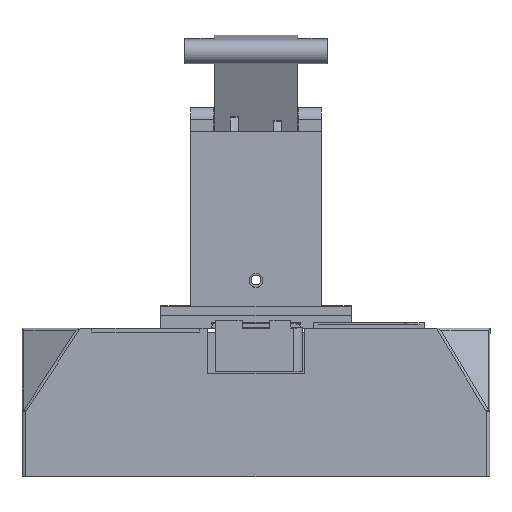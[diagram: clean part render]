
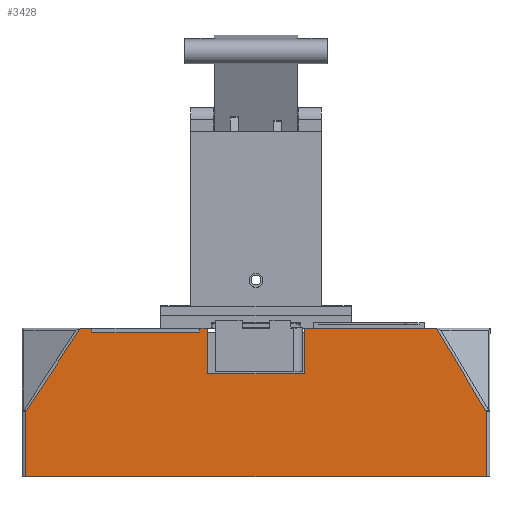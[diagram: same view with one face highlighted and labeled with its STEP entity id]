
A CAD part, front view. The second image highlights one B-rep face of the part: STEP entity #3428.
In plain terms, the highlighted planar face has unit normal (0, -1, 0).
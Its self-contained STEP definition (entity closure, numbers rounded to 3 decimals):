
#35=ELLIPSE('',#10285,1.722,1.);
#36=ELLIPSE('',#10286,1.628,1.);
#44=B_SPLINE_CURVE_WITH_KNOTS('',3,(#14795,#14796,#14797,#14798,#14799,
#14800,#14801,#14802),.UNSPECIFIED.,.F.,.F.,(4,2,2,4),(0.,0.074,
0.395,1.),.UNSPECIFIED.);
#45=B_SPLINE_CURVE_WITH_KNOTS('',3,(#14810,#14811,#14812,#14813,#14814,
#14815,#14816,#14817),.UNSPECIFIED.,.F.,.F.,(4,2,2,4),(0.,0.082,
0.412,1.),.UNSPECIFIED.);
#305=PLANE('',#10287);
#725=FACE_OUTER_BOUND('',#4265,.T.);
#1398=LINE('',#14398,#2497);
#1517=LINE('',#14769,#2616);
#1521=LINE('',#14778,#2620);
#1523=LINE('',#14782,#2622);
#1524=LINE('',#14783,#2623);
#1525=LINE('',#14785,#2624);
#1526=LINE('',#14787,#2625);
#1527=LINE('',#14789,#2626);
#1528=LINE('',#14791,#2627);
#1529=LINE('',#14804,#2628);
#1530=LINE('',#14806,#2629);
#1531=LINE('',#14808,#2630);
#2497=VECTOR('',#11645,1.);
#2616=VECTOR('',#11834,1.);
#2620=VECTOR('',#11840,1.);
#2622=VECTOR('',#11844,1.);
#2623=VECTOR('',#11845,1.);
#2624=VECTOR('',#11846,1.);
#2625=VECTOR('',#11847,1.);
#2626=VECTOR('',#11848,1.);
#2627=VECTOR('',#11849,1.);
#2628=VECTOR('',#11852,1.);
#2629=VECTOR('',#11853,1.);
#2630=VECTOR('',#11854,1.);
#3428=ADVANCED_FACE('',(#725),#305,.F.);
#4265=EDGE_LOOP('',(#5718,#5719,#5720,#5721,#5722,#5723,#5724,#5725,#5726,
#5727,#5728,#5729,#5730,#5731,#5732,#5733));
#5718=ORIENTED_EDGE('',*,*,#8811,.F.);
#5719=ORIENTED_EDGE('',*,*,#8967,.T.);
#5720=ORIENTED_EDGE('',*,*,#8973,.T.);
#5721=ORIENTED_EDGE('',*,*,#8971,.T.);
#5722=ORIENTED_EDGE('',*,*,#8974,.F.);
#5723=ORIENTED_EDGE('',*,*,#8975,.F.);
#5724=ORIENTED_EDGE('',*,*,#8976,.F.);
#5725=ORIENTED_EDGE('',*,*,#8977,.F.);
#5726=ORIENTED_EDGE('',*,*,#8978,.F.);
#5727=ORIENTED_EDGE('',*,*,#8979,.T.);
#5728=ORIENTED_EDGE('',*,*,#8980,.T.);
#5729=ORIENTED_EDGE('',*,*,#8981,.T.);
#5730=ORIENTED_EDGE('',*,*,#8982,.F.);
#5731=ORIENTED_EDGE('',*,*,#8983,.T.);
#5732=ORIENTED_EDGE('',*,*,#8984,.T.);
#5733=ORIENTED_EDGE('',*,*,#8985,.T.);
#7741=VERTEX_POINT('',#14396);
#7743=VERTEX_POINT('',#14399);
#7879=VERTEX_POINT('',#14768);
#7883=VERTEX_POINT('',#14777);
#7884=VERTEX_POINT('',#14779);
#7885=VERTEX_POINT('',#14784);
#7886=VERTEX_POINT('',#14786);
#7887=VERTEX_POINT('',#14788);
#7888=VERTEX_POINT('',#14790);
#7889=VERTEX_POINT('',#14792);
#7890=VERTEX_POINT('',#14794);
#7891=VERTEX_POINT('',#14803);
#7892=VERTEX_POINT('',#14805);
#7893=VERTEX_POINT('',#14807);
#7894=VERTEX_POINT('',#14809);
#7895=VERTEX_POINT('',#14818);
#8811=EDGE_CURVE('',#7741,#7743,#1398,.T.);
#8967=EDGE_CURVE('',#7741,#7879,#1517,.T.);
#8971=EDGE_CURVE('',#7884,#7883,#1521,.T.);
#8973=EDGE_CURVE('',#7879,#7884,#1523,.T.);
#8974=EDGE_CURVE('',#7885,#7883,#1524,.T.);
#8975=EDGE_CURVE('',#7886,#7885,#1525,.T.);
#8976=EDGE_CURVE('',#7887,#7886,#1526,.T.);
#8977=EDGE_CURVE('',#7888,#7887,#1527,.T.);
#8978=EDGE_CURVE('',#7889,#7888,#1528,.T.);
#8979=EDGE_CURVE('',#7889,#7890,#35,.T.);
#8980=EDGE_CURVE('',#7890,#7891,#44,.T.);
#8981=EDGE_CURVE('',#7891,#7892,#1529,.T.);
#8982=EDGE_CURVE('',#7893,#7892,#1530,.T.);
#8983=EDGE_CURVE('',#7893,#7894,#1531,.T.);
#8984=EDGE_CURVE('',#7894,#7895,#45,.T.);
#8985=EDGE_CURVE('',#7895,#7743,#36,.T.);
#10285=AXIS2_PLACEMENT_3D('',#14793,#11850,#11851);
#10286=AXIS2_PLACEMENT_3D('',#14819,#11855,#11856);
#10287=AXIS2_PLACEMENT_3D('',#14820,#11857,#11858);
#11645=DIRECTION('',(1.,0.,0.));
#11834=DIRECTION('',(0.,0.,-1.));
#11840=DIRECTION('',(0.,0.,1.));
#11844=DIRECTION('',(-1.,0.,0.));
#11845=DIRECTION('',(1.,0.,0.));
#11846=DIRECTION('',(0.,0.,1.));
#11847=DIRECTION('',(1.,0.,0.));
#11848=DIRECTION('',(0.,0.,-1.));
#11849=DIRECTION('',(1.,0.,0.));
#11850=DIRECTION('',(0.,-1.,0.));
#11851=DIRECTION('',(-1.,0.,0.));
#11852=DIRECTION('',(0.,0.,-1.));
#11853=DIRECTION('',(-1.,0.,0.));
#11854=DIRECTION('',(0.,0.,1.));
#11855=DIRECTION('',(0.,-1.,0.));
#11856=DIRECTION('',(-1.,0.,0.));
#11857=DIRECTION('',(0.,1.,0.));
#11858=DIRECTION('',(-1.,0.,0.));
#14396=CARTESIAN_POINT('',(-46.649,122.308,332.8));
#14398=CARTESIAN_POINT('',(-73.049,122.308,332.8));
#14399=CARTESIAN_POINT('',(-14.085,122.308,332.8));
#14768=CARTESIAN_POINT('',(-46.649,122.308,321.3));
#14769=CARTESIAN_POINT('',(-46.649,122.308,319.3));
#14777=CARTESIAN_POINT('',(-71.049,122.308,332.8));
#14778=CARTESIAN_POINT('',(-71.049,122.308,319.3));
#14779=CARTESIAN_POINT('',(-71.049,122.308,321.3));
#14782=CARTESIAN_POINT('',(-58.849,122.308,321.3));
#14783=CARTESIAN_POINT('',(-73.049,122.308,332.8));
#14784=CARTESIAN_POINT('',(-73.049,122.308,332.8));
#14785=CARTESIAN_POINT('',(-73.049,122.308,331.8));
#14786=CARTESIAN_POINT('',(-73.049,122.308,331.8));
#14787=CARTESIAN_POINT('',(-100.249,122.308,331.8));
#14788=CARTESIAN_POINT('',(-100.249,122.308,331.8));
#14789=CARTESIAN_POINT('',(-100.249,122.308,332.8));
#14790=CARTESIAN_POINT('',(-100.249,122.308,332.8));
#14791=CARTESIAN_POINT('',(-102.249,122.308,332.8));
#14792=CARTESIAN_POINT('',(-102.361,122.308,332.8));
#14793=CARTESIAN_POINT('',(-102.361,122.308,331.8));
#14794=CARTESIAN_POINT('',(-103.19,122.308,332.677));
#14795=CARTESIAN_POINT('',(-103.19,122.308,332.677));
#14796=CARTESIAN_POINT('',(-103.528,122.308,332.16));
#14797=CARTESIAN_POINT('',(-103.866,122.308,331.643));
#14798=CARTESIAN_POINT('',(-105.663,122.308,328.894));
#14799=CARTESIAN_POINT('',(-107.122,122.308,326.662));
#14800=CARTESIAN_POINT('',(-111.337,122.308,320.214));
#14801=CARTESIAN_POINT('',(-114.093,122.308,315.998));
#14802=CARTESIAN_POINT('',(-116.849,122.308,311.783));
#14803=CARTESIAN_POINT('',(-116.849,122.308,311.783));
#14804=CARTESIAN_POINT('',(-116.849,122.308,319.3));
#14805=CARTESIAN_POINT('',(-116.849,122.308,295.3));
#14806=CARTESIAN_POINT('',(-102.249,122.308,295.3));
#14807=CARTESIAN_POINT('',(-0.849,122.308,295.3));
#14808=CARTESIAN_POINT('',(-0.849,122.308,319.3));
#14809=CARTESIAN_POINT('',(-0.849,122.308,311.844));
#14810=CARTESIAN_POINT('',(-0.849,122.308,311.844));
#14811=CARTESIAN_POINT('',(-1.192,122.308,312.416));
#14812=CARTESIAN_POINT('',(-1.534,122.308,312.988));
#14813=CARTESIAN_POINT('',(-3.247,122.308,315.848));
#14814=CARTESIAN_POINT('',(-4.617,122.308,318.136));
#14815=CARTESIAN_POINT('',(-8.435,122.308,324.511));
#14816=CARTESIAN_POINT('',(-10.883,122.308,328.599));
#14817=CARTESIAN_POINT('',(-13.331,122.308,332.686));
#14818=CARTESIAN_POINT('',(-13.331,122.308,332.686));
#14819=CARTESIAN_POINT('',(-14.085,122.308,331.8));
#14820=CARTESIAN_POINT('',(-58.849,122.308,319.3));
